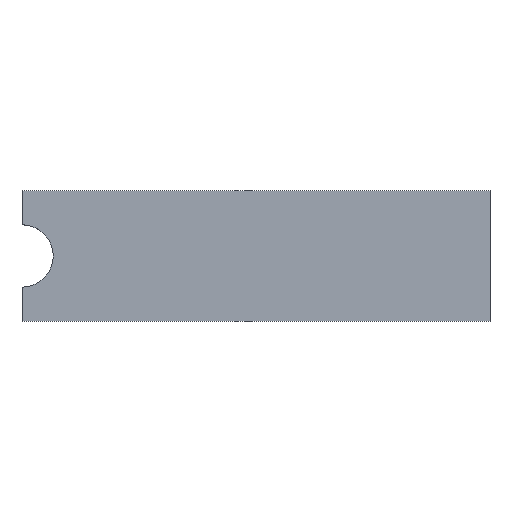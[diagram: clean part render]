
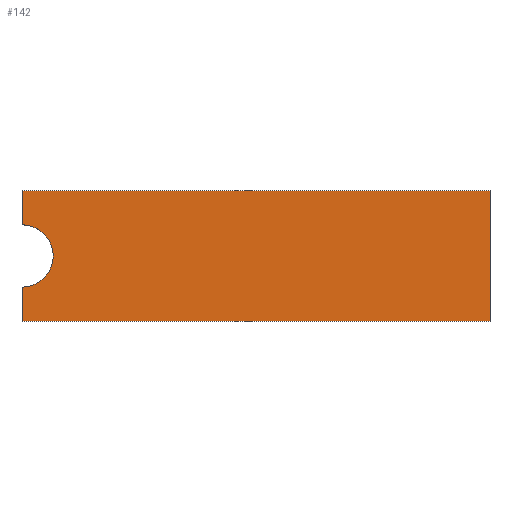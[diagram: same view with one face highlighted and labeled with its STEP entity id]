
A CAD part, top view. The second image highlights one B-rep face of the part: STEP entity #142.
In plain terms, the highlighted planar face has unit normal (0, 0, 1).
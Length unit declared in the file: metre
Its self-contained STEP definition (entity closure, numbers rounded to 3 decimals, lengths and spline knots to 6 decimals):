
#13=CIRCLE('',#162,0.0011);
#39=ORIENTED_EDGE('',*,*,#53,.F.);
#40=ORIENTED_EDGE('',*,*,#57,.F.);
#41=ORIENTED_EDGE('',*,*,#60,.T.);
#42=ORIENTED_EDGE('',*,*,#63,.F.);
#43=ORIENTED_EDGE('',*,*,#66,.T.);
#44=ORIENTED_EDGE('',*,*,#68,.T.);
#53=EDGE_CURVE('',#71,#72,#83,.T.);
#57=EDGE_CURVE('',#74,#71,#87,.T.);
#60=EDGE_CURVE('',#74,#76,#90,.T.);
#63=EDGE_CURVE('',#78,#76,#13,.T.);
#66=EDGE_CURVE('',#78,#80,#94,.T.);
#68=EDGE_CURVE('',#80,#72,#96,.T.);
#71=VERTEX_POINT('',#211);
#72=VERTEX_POINT('',#213);
#74=VERTEX_POINT('',#219);
#76=VERTEX_POINT('',#225);
#78=VERTEX_POINT('',#231);
#80=VERTEX_POINT('',#237);
#83=LINE('',#212,#99);
#87=LINE('',#220,#103);
#90=LINE('',#226,#106);
#94=LINE('',#238,#110);
#96=LINE('',#241,#112);
#99=VECTOR('',#173,1.);
#103=VECTOR('',#179,1.);
#106=VECTOR('',#184,1.);
#110=VECTOR('',#196,1.);
#112=VECTOR('',#200,1.);
#119=EDGE_LOOP('',(#39,#40,#41,#42,#43,#44));
#127=FACE_BOUND('',#119,.T.);
#134=PLANE('',#165);
#142=ADVANCED_FACE('',(#127),#134,.T.);
#162=AXIS2_PLACEMENT_3D('',#232,#190,#191);
#165=AXIS2_PLACEMENT_3D('',#242,#201,#202);
#173=DIRECTION('',(0.,-1.,0.));
#179=DIRECTION('',(1.,0.,0.));
#184=DIRECTION('',(0.,-1.,0.));
#190=DIRECTION('',(0.,0.,1.));
#191=DIRECTION('',(1.,0.,0.));
#196=DIRECTION('',(0.,-1.,0.));
#200=DIRECTION('',(1.,0.,0.));
#201=DIRECTION('',(0.,0.,1.));
#202=DIRECTION('',(1.,0.,0.));
#211=CARTESIAN_POINT('',(-0.040052,0.063539,0.0012));
#212=CARTESIAN_POINT('',(-0.040052,0.061239,0.0012));
#213=CARTESIAN_POINT('',(-0.040052,0.058939,0.0012));
#219=CARTESIAN_POINT('',(-0.056552,0.063539,0.0012));
#220=CARTESIAN_POINT('',(-0.048302,0.063539,0.0012));
#225=CARTESIAN_POINT('',(-0.056552,0.062339,0.0012));
#226=CARTESIAN_POINT('',(-0.056552,0.062939,0.0012));
#231=CARTESIAN_POINT('',(-0.056552,0.060139,0.0012));
#232=CARTESIAN_POINT('',(-0.056552,0.061239,0.0012));
#237=CARTESIAN_POINT('',(-0.056552,0.058939,0.0012));
#238=CARTESIAN_POINT('',(-0.056552,0.059539,0.0012));
#241=CARTESIAN_POINT('',(-0.048302,0.058939,0.0012));
#242=CARTESIAN_POINT('',(-0.048302,0.061239,0.0012));
